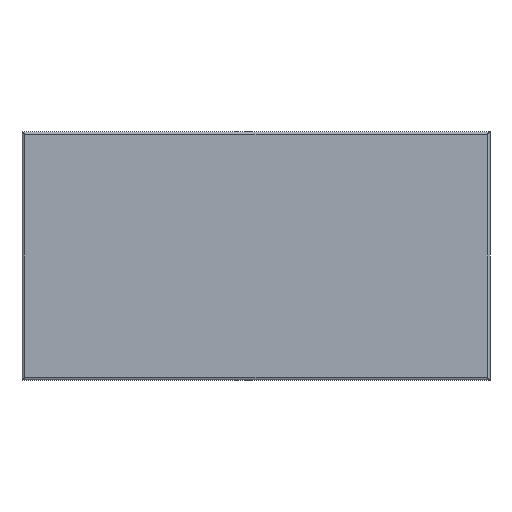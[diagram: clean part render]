
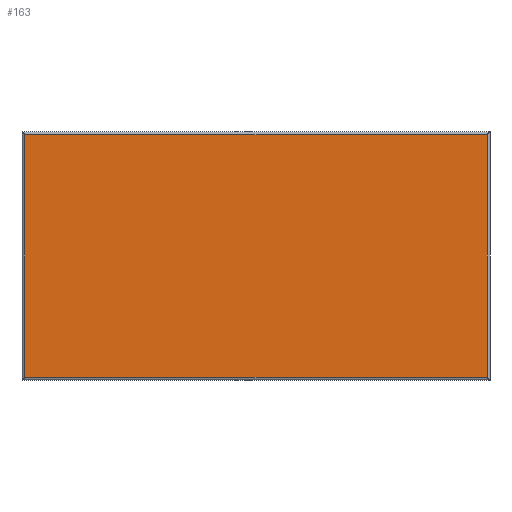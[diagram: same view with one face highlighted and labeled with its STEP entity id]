
A CAD part, front view. The second image highlights one B-rep face of the part: STEP entity #163.
In plain terms, the highlighted planar face has unit normal (0, -1, 0).
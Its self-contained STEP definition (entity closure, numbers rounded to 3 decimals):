
#48=ORIENTED_EDGE('',*,*,#80,.T.);
#49=ORIENTED_EDGE('',*,*,#81,.T.);
#50=ORIENTED_EDGE('',*,*,#82,.T.);
#51=ORIENTED_EDGE('',*,*,#83,.T.);
#80=EDGE_CURVE('',#96,#97,#112,.T.);
#81=EDGE_CURVE('',#97,#98,#113,.T.);
#82=EDGE_CURVE('',#98,#99,#114,.T.);
#83=EDGE_CURVE('',#99,#96,#115,.T.);
#96=VERTEX_POINT('',#269);
#97=VERTEX_POINT('',#270);
#98=VERTEX_POINT('',#272);
#99=VERTEX_POINT('',#274);
#112=LINE('',#268,#128);
#113=LINE('',#271,#129);
#114=LINE('',#273,#130);
#115=LINE('',#275,#131);
#128=VECTOR('',#221,1000.);
#129=VECTOR('',#222,1000.);
#130=VECTOR('',#223,1000.);
#131=VECTOR('',#224,1000.);
#137=EDGE_LOOP('',(#48,#49,#50,#51));
#147=FACE_BOUND('',#137,.T.);
#157=PLANE('',#186);
#163=ADVANCED_FACE('',(#147),#157,.T.);
#186=AXIS2_PLACEMENT_3D('',#267,#219,#220);
#219=DIRECTION('',(0.,-1.,0.));
#220=DIRECTION('',(0.,0.,-1.));
#221=DIRECTION('',(0.,0.,-1.));
#222=DIRECTION('',(1.,0.,0.));
#223=DIRECTION('',(0.,0.,1.));
#224=DIRECTION('',(-1.,0.,0.));
#267=CARTESIAN_POINT('',(0.,0.,0.));
#268=CARTESIAN_POINT('',(-158.,0.,0.));
#269=CARTESIAN_POINT('',(-158.,0.,83.));
#270=CARTESIAN_POINT('',(-158.,0.,-83.));
#271=CARTESIAN_POINT('',(0.,0.,-83.));
#272=CARTESIAN_POINT('',(158.,0.,-83.));
#273=CARTESIAN_POINT('',(158.,0.,0.));
#274=CARTESIAN_POINT('',(158.,0.,83.));
#275=CARTESIAN_POINT('',(0.,0.,83.));
